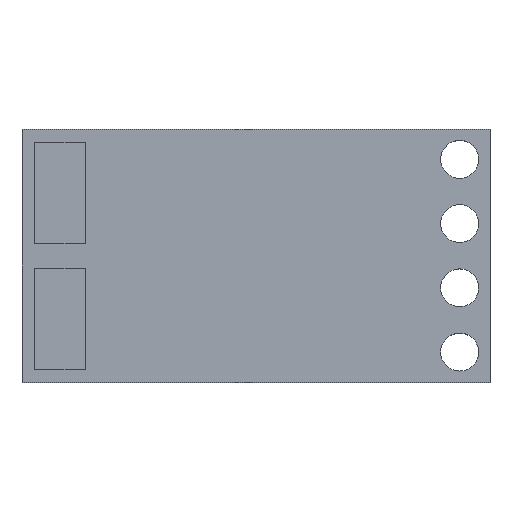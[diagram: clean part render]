
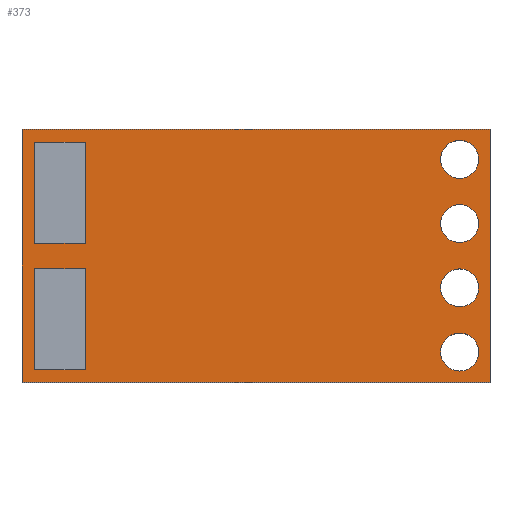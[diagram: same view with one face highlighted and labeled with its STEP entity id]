
A CAD part, top view. The second image highlights one B-rep face of the part: STEP entity #373.
In plain terms, the highlighted planar face has unit normal (0, 0, 1).
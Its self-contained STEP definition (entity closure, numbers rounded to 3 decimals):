
#19=FACE_BOUND('',#76,.T.);
#20=FACE_BOUND('',#77,.T.);
#21=FACE_BOUND('',#78,.T.);
#22=FACE_BOUND('',#79,.T.);
#31=PLANE('',#419);
#53=FACE_OUTER_BOUND('',#75,.T.);
#75=EDGE_LOOP('',(#297,#298,#299,#300));
#76=EDGE_LOOP('',(#301));
#77=EDGE_LOOP('',(#302));
#78=EDGE_LOOP('',(#303));
#79=EDGE_LOOP('',(#304));
#103=LINE('',#567,#143);
#106=LINE('',#573,#146);
#109=LINE('',#579,#149);
#112=LINE('',#583,#152);
#143=VECTOR('',#467,10.);
#146=VECTOR('',#472,10.);
#149=VECTOR('',#477,10.);
#152=VECTOR('',#482,10.);
#177=CIRCLE('',#404,0.75);
#179=CIRCLE('',#407,0.75);
#181=CIRCLE('',#410,0.75);
#183=CIRCLE('',#413,0.75);
#185=VERTEX_POINT('',#537);
#187=VERTEX_POINT('',#543);
#189=VERTEX_POINT('',#549);
#191=VERTEX_POINT('',#555);
#195=VERTEX_POINT('',#564);
#196=VERTEX_POINT('',#566);
#198=VERTEX_POINT('',#572);
#200=VERTEX_POINT('',#578);
#217=EDGE_CURVE('',#185,#185,#177,.T.);
#220=EDGE_CURVE('',#187,#187,#179,.T.);
#223=EDGE_CURVE('',#189,#189,#181,.T.);
#226=EDGE_CURVE('',#191,#191,#183,.T.);
#231=EDGE_CURVE('',#196,#195,#103,.T.);
#234=EDGE_CURVE('',#198,#196,#106,.T.);
#237=EDGE_CURVE('',#200,#198,#109,.T.);
#240=EDGE_CURVE('',#195,#200,#112,.T.);
#297=ORIENTED_EDGE('',*,*,#240,.T.);
#298=ORIENTED_EDGE('',*,*,#237,.T.);
#299=ORIENTED_EDGE('',*,*,#234,.T.);
#300=ORIENTED_EDGE('',*,*,#231,.T.);
#301=ORIENTED_EDGE('',*,*,#226,.T.);
#302=ORIENTED_EDGE('',*,*,#223,.T.);
#303=ORIENTED_EDGE('',*,*,#220,.T.);
#304=ORIENTED_EDGE('',*,*,#217,.T.);
#373=ADVANCED_FACE('',(#53,#19,#20,#21,#22),#31,.T.);
#404=AXIS2_PLACEMENT_3D('',#538,#437,#438);
#407=AXIS2_PLACEMENT_3D('',#544,#444,#445);
#410=AXIS2_PLACEMENT_3D('',#550,#451,#452);
#413=AXIS2_PLACEMENT_3D('',#556,#458,#459);
#419=AXIS2_PLACEMENT_3D('',#584,#483,#484);
#437=DIRECTION('center_axis',(0.,0.,-1.));
#438=DIRECTION('ref_axis',(1.,0.,0.));
#444=DIRECTION('center_axis',(0.,0.,-1.));
#445=DIRECTION('ref_axis',(1.,0.,0.));
#451=DIRECTION('center_axis',(0.,0.,-1.));
#452=DIRECTION('ref_axis',(1.,0.,0.));
#458=DIRECTION('center_axis',(0.,0.,-1.));
#459=DIRECTION('ref_axis',(1.,0.,0.));
#467=DIRECTION('',(0.,-1.,0.));
#472=DIRECTION('',(-1.,0.,0.));
#477=DIRECTION('',(0.,1.,0.));
#482=DIRECTION('',(1.,0.,0.));
#483=DIRECTION('center_axis',(0.,0.,1.));
#484=DIRECTION('ref_axis',(1.,0.,0.));
#537=CARTESIAN_POINT('',(7.3,3.82,1.6));
#538=CARTESIAN_POINT('Origin',(8.05,3.82,1.6));
#543=CARTESIAN_POINT('',(7.3,1.28,1.6));
#544=CARTESIAN_POINT('Origin',(8.05,1.28,1.6));
#549=CARTESIAN_POINT('',(7.3,-1.26,1.6));
#550=CARTESIAN_POINT('Origin',(8.05,-1.26,1.6));
#555=CARTESIAN_POINT('',(7.3,-3.8,1.6));
#556=CARTESIAN_POINT('Origin',(8.05,-3.8,1.6));
#564=CARTESIAN_POINT('',(-9.25,-5.,1.6));
#566=CARTESIAN_POINT('',(-9.25,5.,1.6));
#567=CARTESIAN_POINT('',(-9.25,-5.,1.6));
#572=CARTESIAN_POINT('',(9.25,5.,1.6));
#573=CARTESIAN_POINT('',(-9.25,5.,1.6));
#578=CARTESIAN_POINT('',(9.25,-5.,1.6));
#579=CARTESIAN_POINT('',(9.25,5.,1.6));
#583=CARTESIAN_POINT('',(9.25,-5.,1.6));
#584=CARTESIAN_POINT('Origin',(0.,0.,1.6));
